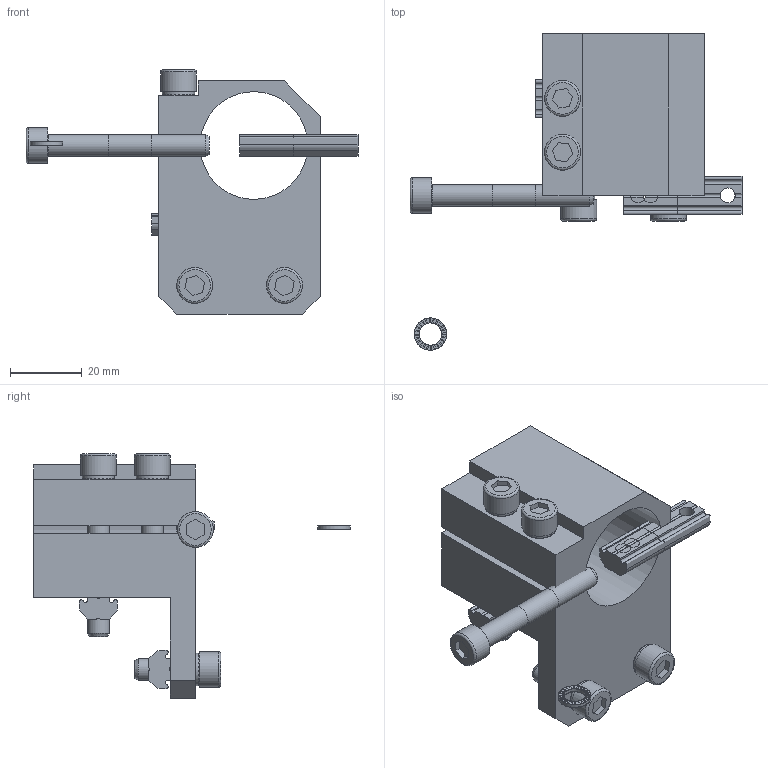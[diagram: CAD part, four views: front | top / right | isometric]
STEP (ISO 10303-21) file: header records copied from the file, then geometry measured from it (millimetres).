
FILE_DESCRIPTION( ( 'STEP AP214' ), '1' );
FILE_NAME( 'CA.KSW.30.JU.stp', '2014-07-10T08:45:04', ( ' ' ), ( ' ' ), 'XStep 1.0', ' ', ' ' );
FILE_SCHEMA( ( 'CONFIG_CONTROL_DESIGN) ( )' ) );
Length unit declared in the file: metre
Products named in the file (9): Assem1; CA.GWP.5U; CA.GWP.5.25; KSW.30.JU; R.6.SCH; V-tcei M  6 x 45; V-tcei M  6 x 30; V-tcei M  6 x 18
Bounding box: 92.5 x 88.14 x 68.1 mm (x, y, z)
Volume: 103163.6 mm3; surface area: 46984.5 mm2
Topology: 14 solids, 19 shells, 1238 faces, 3587 edges, 2376 vertices
Faces by surface type: plane 1124, cylinder 90, torus 16, cone 8
Full cylindrical faces by diameter (mm): 4.134 x6, 4.917 x2, 6 x8, 6.2 x15, 9 x5, 10 x8
Entity records: 10801 total; most frequent: CARTESIAN_POINT 1933, DIRECTION 1829, ORIENTED_EDGE 1766, EDGE_CURVE 883, AXIS2_PLACEMENT_3D 618, VERTEX_POINT 602, LINE 593, VECTOR 593
